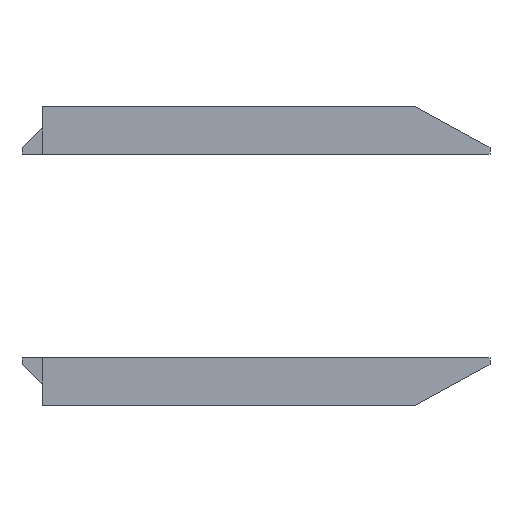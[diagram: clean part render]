
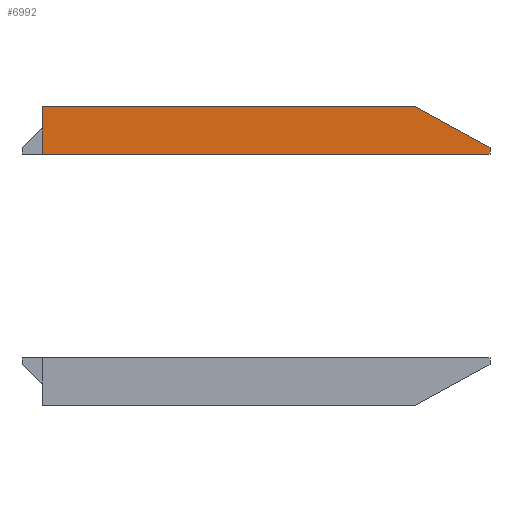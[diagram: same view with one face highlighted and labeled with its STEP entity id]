
A CAD part, front view. The second image highlights one B-rep face of the part: STEP entity #6992.
In plain terms, the highlighted planar face has unit normal (0, -1, 0).
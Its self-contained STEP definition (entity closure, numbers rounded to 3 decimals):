
#274=PLANE('',#7333);
#563=FACE_OUTER_BOUND('',#954,.T.);
#954=EDGE_LOOP('',(#5614,#5615,#5616,#5617,#5618));
#1442=LINE('',#11164,#2122);
#1477=LINE('',#11257,#2157);
#1515=LINE('',#11359,#2195);
#1517=LINE('',#11363,#2197);
#1518=LINE('',#11364,#2198);
#2122=VECTOR('',#7910,10.);
#2157=VECTOR('',#7993,10.);
#2195=VECTOR('',#8109,10.);
#2197=VECTOR('',#8113,10.);
#2198=VECTOR('',#8114,10.);
#3138=VERTEX_POINT('',#11161);
#3139=VERTEX_POINT('',#11163);
#3173=VERTEX_POINT('',#11256);
#3198=VERTEX_POINT('',#11358);
#3199=VERTEX_POINT('',#11362);
#3975=EDGE_CURVE('',#3138,#3139,#1442,.T.);
#4020=EDGE_CURVE('',#3139,#3173,#1477,.T.);
#4071=EDGE_CURVE('',#3198,#3173,#1515,.T.);
#4073=EDGE_CURVE('',#3199,#3138,#1517,.T.);
#4074=EDGE_CURVE('',#3199,#3198,#1518,.T.);
#5614=ORIENTED_EDGE('',*,*,#4020,.F.);
#5615=ORIENTED_EDGE('',*,*,#3975,.F.);
#5616=ORIENTED_EDGE('',*,*,#4073,.F.);
#5617=ORIENTED_EDGE('',*,*,#4074,.T.);
#5618=ORIENTED_EDGE('',*,*,#4071,.T.);
#6992=ADVANCED_FACE('',(#563),#274,.T.);
#7333=AXIS2_PLACEMENT_3D('',#11361,#8111,#8112);
#7910=DIRECTION('',(1.,0.,0.));
#7993=DIRECTION('',(0.878,0.,-0.479));
#8109=DIRECTION('',(0.,0.,1.));
#8111=DIRECTION('center_axis',(0.,-1.,0.));
#8112=DIRECTION('ref_axis',(1.,0.,0.));
#8113=DIRECTION('',(0.,0.,1.));
#8114=DIRECTION('',(1.,0.,0.));
#11161=CARTESIAN_POINT('',(-26.5,-61.,7.));
#11163=CARTESIAN_POINT('',(28.5,-61.,7.));
#11164=CARTESIAN_POINT('',(-26.5,-61.,7.));
#11256=CARTESIAN_POINT('',(39.5,-61.,1.));
#11257=CARTESIAN_POINT('',(11.527,-61.,16.258));
#11358=CARTESIAN_POINT('',(39.5,-61.,0.));
#11359=CARTESIAN_POINT('',(39.5,-61.,0.));
#11361=CARTESIAN_POINT('Origin',(-26.5,-61.,0.));
#11362=CARTESIAN_POINT('',(-26.5,-61.,0.));
#11363=CARTESIAN_POINT('',(-26.5,-61.,0.));
#11364=CARTESIAN_POINT('',(-26.5,-61.,0.));
